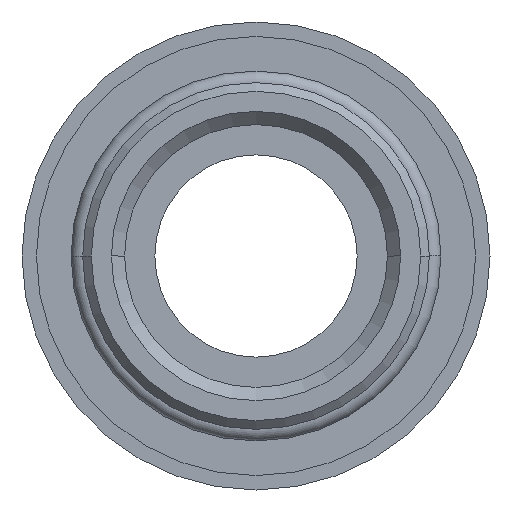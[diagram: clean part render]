
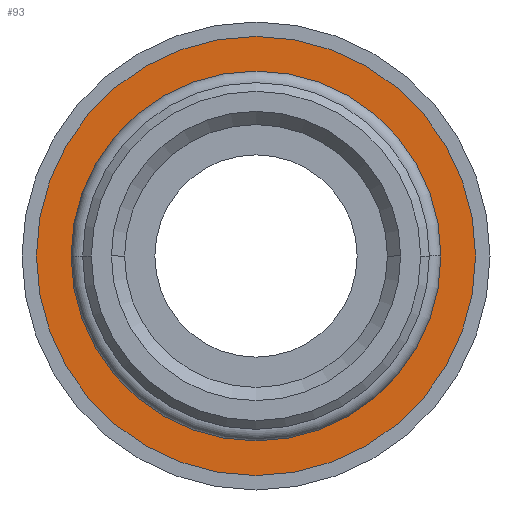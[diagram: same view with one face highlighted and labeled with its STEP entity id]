
A CAD part, front view. The second image highlights one B-rep face of the part: STEP entity #93.
In plain terms, the highlighted planar face has unit normal (0, -1, 0).
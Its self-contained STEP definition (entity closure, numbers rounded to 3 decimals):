
#93=ADVANCED_FACE('',(#231,#232),#233,.T.);
#231=FACE_OUTER_BOUND('',#420,.T.);
#232=FACE_BOUND('',#421,.T.);
#233=PLANE('',#422);
#420=EDGE_LOOP('',(#631,#632));
#421=EDGE_LOOP('',(#633,#634));
#422=AXIS2_PLACEMENT_3D('',#635,#636,#637);
#631=ORIENTED_EDGE('',*,*,#1076,.F.);
#632=ORIENTED_EDGE('',*,*,#1077,.F.);
#633=ORIENTED_EDGE('',*,*,#1078,.T.);
#634=ORIENTED_EDGE('',*,*,#1079,.T.);
#635=CARTESIAN_POINT('',(6.8,4.0,0.0));
#636=DIRECTION('',(-0.0,-1.0,-0.0));
#637=DIRECTION('',(-1.0,0.0,0.0));
#1076=EDGE_CURVE('',#1270,#1271,#1272,.T.);
#1077=EDGE_CURVE('',#1271,#1270,#1273,.T.);
#1078=EDGE_CURVE('',#1274,#1275,#1276,.T.);
#1079=EDGE_CURVE('',#1275,#1274,#1277,.T.);
#1270=VERTEX_POINT('',#1545);
#1271=VERTEX_POINT('',#1546);
#1272=CIRCLE('',#1547,7.6);
#1273=CIRCLE('',#1548,7.6);
#1274=VERTEX_POINT('',#1549);
#1275=VERTEX_POINT('',#1550);
#1276=CIRCLE('',#1551,6.0);
#1277=CIRCLE('',#1552,6.0);
#1545=CARTESIAN_POINT('',(7.6,4.0,0.0));
#1546=CARTESIAN_POINT('',(-7.6,4.0,0.));
#1547=AXIS2_PLACEMENT_3D('',#1938,#1939,#1940);
#1548=AXIS2_PLACEMENT_3D('',#1941,#1942,#1943);
#1549=CARTESIAN_POINT('',(6.0,4.0,0.0));
#1550=CARTESIAN_POINT('',(-6.0,4.0,0.));
#1551=AXIS2_PLACEMENT_3D('',#1944,#1945,#1946);
#1552=AXIS2_PLACEMENT_3D('',#1947,#1948,#1949);
#1938=CARTESIAN_POINT('',(0.0,4.0,0.0));
#1939=DIRECTION('',(-0.0,1.0,0.0));
#1940=DIRECTION('',(1.0,0.0,0.0));
#1941=CARTESIAN_POINT('',(0.0,4.0,0.0));
#1942=DIRECTION('',(-0.0,1.0,0.0));
#1943=DIRECTION('',(1.0,0.0,0.0));
#1944=CARTESIAN_POINT('',(0.0,4.0,0.0));
#1945=DIRECTION('',(-0.0,1.0,0.0));
#1946=DIRECTION('',(1.0,0.0,0.0));
#1947=CARTESIAN_POINT('',(0.0,4.0,0.0));
#1948=DIRECTION('',(-0.0,1.0,0.0));
#1949=DIRECTION('',(1.0,0.0,0.0));
